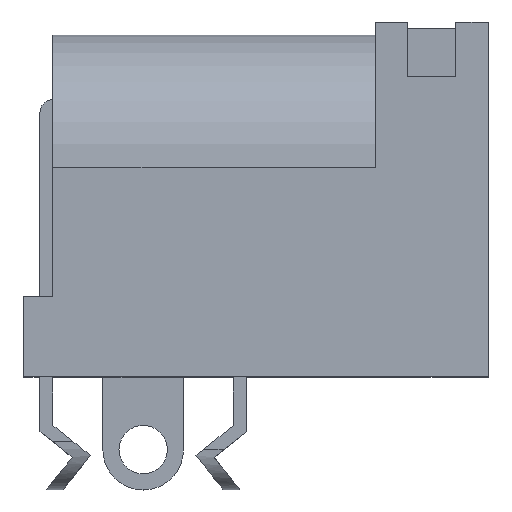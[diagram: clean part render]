
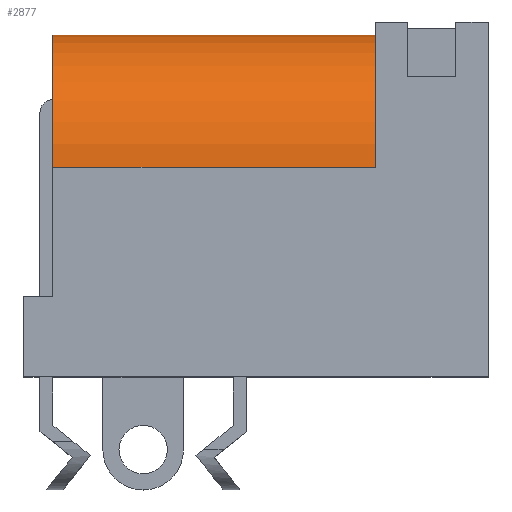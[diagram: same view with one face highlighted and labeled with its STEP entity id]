
A CAD part, top view. The second image highlights one B-rep face of the part: STEP entity #2877.
In plain terms, the highlighted cylindrical face has radius 4.1 mm (diameter 8.2 mm), a partial arc.
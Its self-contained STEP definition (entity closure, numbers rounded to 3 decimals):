
#765 = PLANE('',#766);
#766 = AXIS2_PLACEMENT_3D('',#767,#768,#769);
#767 = CARTESIAN_POINT('',(-13.5,-4.,4.5));
#768 = DIRECTION('',(1.,0.,0.));
#769 = DIRECTION('',(0.,0.,-1.));
#1567 = VERTEX_POINT('',#1568);
#1568 = CARTESIAN_POINT('',(-13.5,0.,4.1));
#1582 = PLANE('',#1583);
#1583 = AXIS2_PLACEMENT_3D('',#1584,#1585,#1586);
#1584 = CARTESIAN_POINT('',(-14.4,0.,4.5));
#1585 = DIRECTION('',(0.,-1.,0.));
#1586 = DIRECTION('',(0.,0.,-1.));
#1594 = EDGE_CURVE('',#1595,#1567,#1597,.T.);
#1595 = VERTEX_POINT('',#1596);
#1596 = CARTESIAN_POINT('',(-13.5,0.,-4.1));
#1597 = SURFACE_CURVE('',#1598,(#1603,#1610),.PCURVE_S1.);
#1598 = CIRCLE('',#1599,4.1);
#1599 = AXIS2_PLACEMENT_3D('',#1600,#1601,#1602);
#1600 = CARTESIAN_POINT('',(-13.5,0.,0.));
#1601 = DIRECTION('',(1.,0.,0.));
#1602 = DIRECTION('',(0.,0.,-1.));
#1603 = PCURVE('',#765,#1604);
#1604 = DEFINITIONAL_REPRESENTATION('',(#1605),#1609);
#1605 = CIRCLE('',#1606,4.1);
#1606 = AXIS2_PLACEMENT_2D('',#1607,#1608);
#1607 = CARTESIAN_POINT('',(4.5,4.));
#1608 = DIRECTION('',(1.,0.));
#1609 = ( GEOMETRIC_REPRESENTATION_CONTEXT(2) 
PARAMETRIC_REPRESENTATION_CONTEXT() REPRESENTATION_CONTEXT('2D SPACE',''
  ) );
#1610 = PCURVE('',#1611,#1616);
#1611 = CYLINDRICAL_SURFACE('',#1612,4.1);
#1612 = AXIS2_PLACEMENT_3D('',#1613,#1614,#1615);
#1613 = CARTESIAN_POINT('',(-14.4,0.,0.));
#1614 = DIRECTION('',(1.,0.,0.));
#1615 = DIRECTION('',(0.,0.,-1.));
#1616 = DEFINITIONAL_REPRESENTATION('',(#1617),#1621);
#1617 = LINE('',#1618,#1619);
#1618 = CARTESIAN_POINT('',(0.,0.9));
#1619 = VECTOR('',#1620,1.);
#1620 = DIRECTION('',(1.,0.));
#1621 = ( GEOMETRIC_REPRESENTATION_CONTEXT(2) 
PARAMETRIC_REPRESENTATION_CONTEXT() REPRESENTATION_CONTEXT('2D SPACE',''
  ) );
#1639 = PLANE('',#1640);
#1640 = AXIS2_PLACEMENT_3D('',#1641,#1642,#1643);
#1641 = CARTESIAN_POINT('',(-14.4,0.,-4.1));
#1642 = DIRECTION('',(0.,-1.,0.));
#1643 = DIRECTION('',(0.,0.,-1.));
#2330 = PLANE('',#2331);
#2331 = AXIS2_PLACEMENT_3D('',#2332,#2333,#2334);
#2332 = CARTESIAN_POINT('',(-3.5,0.,0.));
#2333 = DIRECTION('',(1.,0.,0.));
#2334 = DIRECTION('',(0.,0.,-1.));
#2834 = EDGE_CURVE('',#1595,#2835,#2837,.T.);
#2835 = VERTEX_POINT('',#2836);
#2836 = CARTESIAN_POINT('',(-3.5,0.,-4.1));
#2837 = SURFACE_CURVE('',#2838,(#2842,#2849),.PCURVE_S1.);
#2838 = LINE('',#2839,#2840);
#2839 = CARTESIAN_POINT('',(-14.4,0.,-4.1));
#2840 = VECTOR('',#2841,1.);
#2841 = DIRECTION('',(1.,0.,0.));
#2842 = PCURVE('',#1639,#2843);
#2843 = DEFINITIONAL_REPRESENTATION('',(#2844),#2848);
#2844 = LINE('',#2845,#2846);
#2845 = CARTESIAN_POINT('',(0.,0.));
#2846 = VECTOR('',#2847,1.);
#2847 = DIRECTION('',(0.,1.));
#2848 = ( GEOMETRIC_REPRESENTATION_CONTEXT(2) 
PARAMETRIC_REPRESENTATION_CONTEXT() REPRESENTATION_CONTEXT('2D SPACE',''
  ) );
#2849 = PCURVE('',#1611,#2850);
#2850 = DEFINITIONAL_REPRESENTATION('',(#2851),#2855);
#2851 = LINE('',#2852,#2853);
#2852 = CARTESIAN_POINT('',(0.,0.));
#2853 = VECTOR('',#2854,1.);
#2854 = DIRECTION('',(0.,1.));
#2855 = ( GEOMETRIC_REPRESENTATION_CONTEXT(2) 
PARAMETRIC_REPRESENTATION_CONTEXT() REPRESENTATION_CONTEXT('2D SPACE',''
  ) );
#2877 = ADVANCED_FACE('',(#2878),#1611,.T.);
#2878 = FACE_BOUND('',#2879,.T.);
#2879 = EDGE_LOOP('',(#2880,#2881,#2904,#2930));
#2880 = ORIENTED_EDGE('',*,*,#1594,.T.);
#2881 = ORIENTED_EDGE('',*,*,#2882,.T.);
#2882 = EDGE_CURVE('',#1567,#2883,#2885,.T.);
#2883 = VERTEX_POINT('',#2884);
#2884 = CARTESIAN_POINT('',(-3.5,0.,4.1));
#2885 = SURFACE_CURVE('',#2886,(#2890,#2897),.PCURVE_S1.);
#2886 = LINE('',#2887,#2888);
#2887 = CARTESIAN_POINT('',(-14.4,0.,4.1));
#2888 = VECTOR('',#2889,1.);
#2889 = DIRECTION('',(1.,0.,0.));
#2890 = PCURVE('',#1611,#2891);
#2891 = DEFINITIONAL_REPRESENTATION('',(#2892),#2896);
#2892 = LINE('',#2893,#2894);
#2893 = CARTESIAN_POINT('',(3.142,0.));
#2894 = VECTOR('',#2895,1.);
#2895 = DIRECTION('',(0.,1.));
#2896 = ( GEOMETRIC_REPRESENTATION_CONTEXT(2) 
PARAMETRIC_REPRESENTATION_CONTEXT() REPRESENTATION_CONTEXT('2D SPACE',''
  ) );
#2897 = PCURVE('',#1582,#2898);
#2898 = DEFINITIONAL_REPRESENTATION('',(#2899),#2903);
#2899 = LINE('',#2900,#2901);
#2900 = CARTESIAN_POINT('',(0.4,0.));
#2901 = VECTOR('',#2902,1.);
#2902 = DIRECTION('',(0.,1.));
#2903 = ( GEOMETRIC_REPRESENTATION_CONTEXT(2) 
PARAMETRIC_REPRESENTATION_CONTEXT() REPRESENTATION_CONTEXT('2D SPACE',''
  ) );
#2904 = ORIENTED_EDGE('',*,*,#2905,.T.);
#2905 = EDGE_CURVE('',#2883,#2835,#2906,.T.);
#2906 = SURFACE_CURVE('',#2907,(#2912,#2919),.PCURVE_S1.);
#2907 = CIRCLE('',#2908,4.1);
#2908 = AXIS2_PLACEMENT_3D('',#2909,#2910,#2911);
#2909 = CARTESIAN_POINT('',(-3.5,0.,0.));
#2910 = DIRECTION('',(-1.,-0.,-0.));
#2911 = DIRECTION('',(0.,0.,-1.));
#2912 = PCURVE('',#1611,#2913);
#2913 = DEFINITIONAL_REPRESENTATION('',(#2914),#2918);
#2914 = LINE('',#2915,#2916);
#2915 = CARTESIAN_POINT('',(6.283,10.9));
#2916 = VECTOR('',#2917,1.);
#2917 = DIRECTION('',(-1.,0.));
#2918 = ( GEOMETRIC_REPRESENTATION_CONTEXT(2) 
PARAMETRIC_REPRESENTATION_CONTEXT() REPRESENTATION_CONTEXT('2D SPACE',''
  ) );
#2919 = PCURVE('',#2330,#2920);
#2920 = DEFINITIONAL_REPRESENTATION('',(#2921),#2929);
#2921 = ( BOUNDED_CURVE() B_SPLINE_CURVE(2,(#2922,#2923,#2924,#2925,
#2926,#2927,#2928),.UNSPECIFIED.,.T.,.F.) B_SPLINE_CURVE_WITH_KNOTS((1,2
    ,2,2,2,1),(-2.094,0.,2.094,4.189,
6.283,8.378),.UNSPECIFIED.) CURVE() 
GEOMETRIC_REPRESENTATION_ITEM() RATIONAL_B_SPLINE_CURVE((1.,0.5,1.,0.5,
1.,0.5,1.)) REPRESENTATION_ITEM('') );
#2922 = CARTESIAN_POINT('',(4.1,0.));
#2923 = CARTESIAN_POINT('',(4.1,-7.101));
#2924 = CARTESIAN_POINT('',(-2.05,-3.551));
#2925 = CARTESIAN_POINT('',(-8.2,0.));
#2926 = CARTESIAN_POINT('',(-2.05,3.551));
#2927 = CARTESIAN_POINT('',(4.1,7.101));
#2928 = CARTESIAN_POINT('',(4.1,0.));
#2929 = ( GEOMETRIC_REPRESENTATION_CONTEXT(2) 
PARAMETRIC_REPRESENTATION_CONTEXT() REPRESENTATION_CONTEXT('2D SPACE',''
  ) );
#2930 = ORIENTED_EDGE('',*,*,#2834,.F.);
